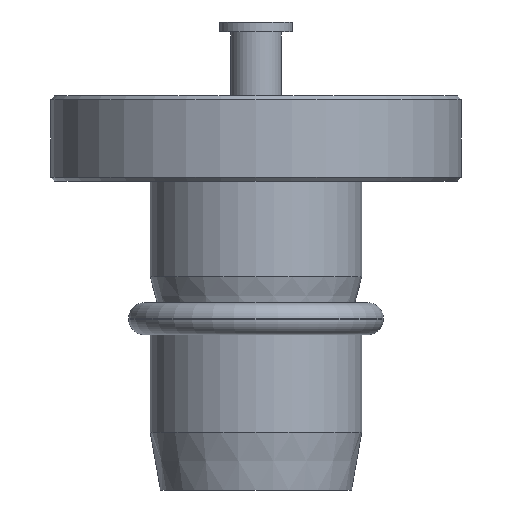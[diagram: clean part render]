
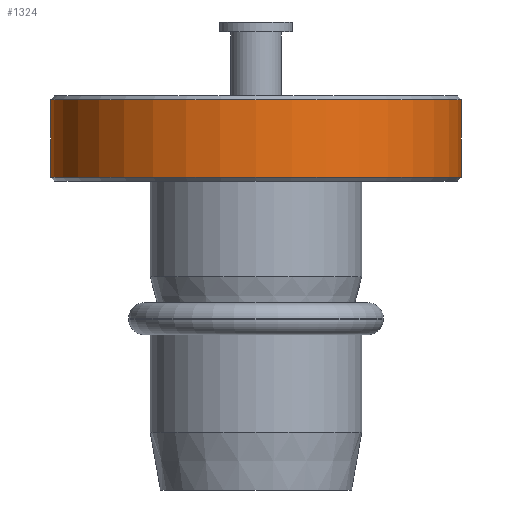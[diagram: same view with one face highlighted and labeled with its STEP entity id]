
A CAD part, front view. The second image highlights one B-rep face of the part: STEP entity #1324.
In plain terms, the highlighted cylindrical face has radius 5.15 mm (diameter 10.3 mm), a partial arc.
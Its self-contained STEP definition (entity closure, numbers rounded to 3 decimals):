
#70 = CARTESIAN_POINT ( 'NONE',  ( -5.15, 0., -9.9 ) ) ;
#71 = LINE ( 'NONE', #70, #1591 ) ;
#75 = DIRECTION ( 'NONE',  ( 0., 0., -1. ) ) ;
#334 = CARTESIAN_POINT ( 'NONE',  ( -5.15, 0., -2.05 ) ) ;
#365 = CARTESIAN_POINT ( 'NONE',  ( 5.15, 0., -2.05 ) ) ;
#387 = CARTESIAN_POINT ( 'NONE',  ( -5.15, 0., -0.1 ) ) ;
#395 = CARTESIAN_POINT ( 'NONE',  ( 5.15, 0., -0.1 ) ) ;
#419 = DIRECTION ( 'NONE',  ( 0., 0., -1. ) ) ;
#430 = FACE_OUTER_BOUND ( 'NONE', #1151, .T. ) ;
#431 = CARTESIAN_POINT ( 'NONE',  ( 0., 0., -9.9 ) ) ;
#433 = CYLINDRICAL_SURFACE ( 'NONE', #1484, 5.15 ) ;
#434 = DIRECTION ( 'NONE',  ( -1., 0., 0. ) ) ;
#635 = DIRECTION ( 'NONE',  ( -1., 0., 0. ) ) ;
#637 = DIRECTION ( 'NONE',  ( 0., 0., -1. ) ) ;
#638 = CARTESIAN_POINT ( 'NONE',  ( 0., 0., -0.1 ) ) ;
#755 = EDGE_CURVE ( 'NONE', #1307, #1299, #1707, .T. ) ;
#790 = EDGE_CURVE ( 'NONE', #980, #1028, #1756, .T. ) ;
#823 = EDGE_CURVE ( 'NONE', #1307, #1028, #1955, .T. ) ;
#858 = EDGE_CURVE ( 'NONE', #1299, #980, #71, .T. ) ;
#980 = VERTEX_POINT ( 'NONE', #334 ) ;
#1028 = VERTEX_POINT ( 'NONE', #365 ) ;
#1042 = ORIENTED_EDGE ( 'NONE', *, *, #755, .T. ) ;
#1103 = ORIENTED_EDGE ( 'NONE', *, *, #858, .T. ) ;
#1151 = EDGE_LOOP ( 'NONE', ( #1166, #1042, #1103, #1280 ) ) ;
#1166 = ORIENTED_EDGE ( 'NONE', *, *, #823, .F. ) ;
#1280 = ORIENTED_EDGE ( 'NONE', *, *, #790, .T. ) ;
#1299 = VERTEX_POINT ( 'NONE', #387 ) ;
#1307 = VERTEX_POINT ( 'NONE', #395 ) ;
#1324 = ADVANCED_FACE ( 'NONE', ( #430 ), #433, .T. ) ;
#1434 = VECTOR ( 'NONE', #1963, 1000. ) ;
#1435 = AXIS2_PLACEMENT_3D ( 'NONE', #1863, #1864, #1865 ) ;
#1477 = AXIS2_PLACEMENT_3D ( 'NONE', #638, #637, #635 ) ;
#1484 = AXIS2_PLACEMENT_3D ( 'NONE', #431, #419, #434 ) ;
#1591 = VECTOR ( 'NONE', #75, 1000. ) ;
#1707 = CIRCLE ( 'NONE', #1477, 5.15 ) ;
#1756 = CIRCLE ( 'NONE', #1435, 5.15 ) ;
#1863 = CARTESIAN_POINT ( 'NONE',  ( 0., 0., -2.05 ) ) ;
#1864 = DIRECTION ( 'NONE',  ( 0., 0., 1. ) ) ;
#1865 = DIRECTION ( 'NONE',  ( -1., 0., 0. ) ) ;
#1955 = LINE ( 'NONE', #1956, #1434 ) ;
#1956 = CARTESIAN_POINT ( 'NONE',  ( 5.15, 0., -9.9 ) ) ;
#1963 = DIRECTION ( 'NONE',  ( 0., 0., -1. ) ) ;
